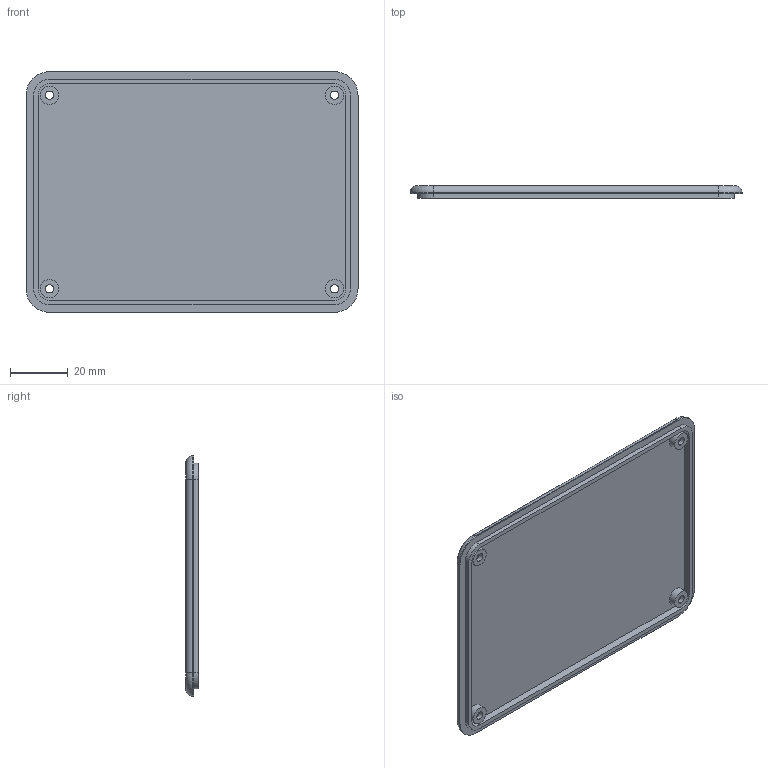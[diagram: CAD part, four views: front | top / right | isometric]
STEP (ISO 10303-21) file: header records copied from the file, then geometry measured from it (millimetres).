
FILE_DESCRIPTION(/* description */ (''),/* implementation_level */ '2;1');
FILE_NAME(/* name */ 'PROMETHEUS_LID_NO_GROOVE_THINNER_FACE.step',/* time_stamp */ '2021-01-01T09:53:34-05:00',/* author */ (''),/* organization */ (''),/* preprocessor_version */ 'ST-DEVELOPER v18.1',/* originating_system */ 'Autodesk Translation Framework v9.7.1.1290',/* authorisation */ '');
FILE_SCHEMA (('AUTOMOTIVE_DESIGN { 1 0 10303 214 3 1 1 }'));
Length unit declared in the file: inch
Products named in the file (1): PROMETHEUS_LID_NO_GROOVE
Bounding box: 115.44 x 4.32 x 83.69 mm (x, y, z)
Volume: 18650.1 mm3; surface area: 21698.9 mm2
Topology: 1 solids, 1 shells, 56 faces, 128 edges, 80 vertices
Faces by surface type: cylinder 20, plane 20, cone 12, torus 4
Full cylindrical faces by diameter (mm): 6.35 x4
Entity records: 1642 total; most frequent: DIRECTION 302, CARTESIAN_POINT 265, ORIENTED_EDGE 256, EDGE_CURVE 128, AXIS2_PLACEMENT_3D 117, VERTEX_POINT 80, EDGE_LOOP 70, LINE 68
